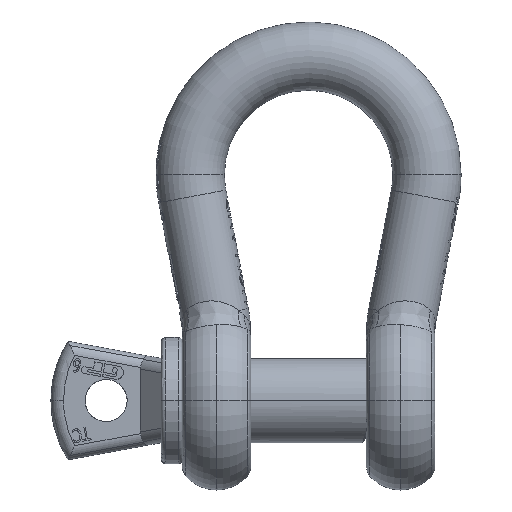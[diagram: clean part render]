
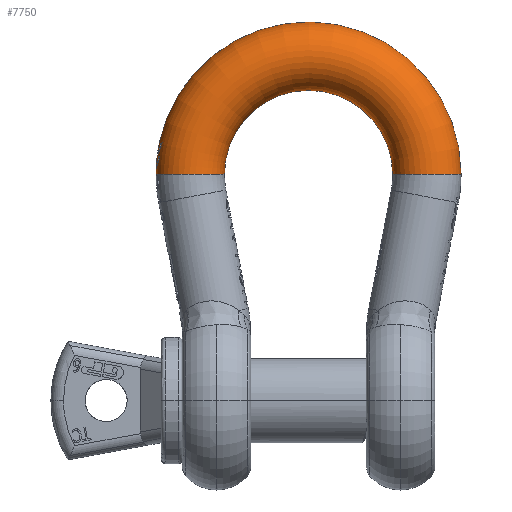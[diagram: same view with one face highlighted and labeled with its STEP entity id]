
A CAD part, top view. The second image highlights one B-rep face of the part: STEP entity #7750.
In plain terms, the highlighted toroidal (fillet/blend) face has major radius 22.5 mm and minor radius 6.5 mm.
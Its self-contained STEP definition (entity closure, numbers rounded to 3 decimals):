
#6697=AXIS2_PLACEMENT_3D('Circle Axis2P3D',#6695,#6696,$) ;
#6931=AXIS2_PLACEMENT_3D('Circle Axis2P3D',#6929,#6930,$) ;
#6938=AXIS2_PLACEMENT_3D('Circle Axis2P3D',#6936,#6937,$) ;
#6952=AXIS2_PLACEMENT_3D('Circle Axis2P3D',#6950,#6951,$) ;
#6993=AXIS2_PLACEMENT_3D('Circle Axis2P3D',#6991,#6992,$) ;
#7657=AXIS2_PLACEMENT_3D('Torus Axis2P3D',#7654,#7655,#7656) ;
#7690=AXIS2_PLACEMENT_3D('Circle Axis2P3D',#7688,#7689,$) ;
#7703=AXIS2_PLACEMENT_3D('Circle Axis2P3D',#7701,#7702,$) ;
#3643=CARTESIAN_POINT('Vertex',(16.,43.,0.)) ;
#3650=CARTESIAN_POINT('Vertex',(29.,43.,0.)) ;
#6695=CARTESIAN_POINT('Axis2P3D Location',(22.5,43.,0.)) ;
#6929=CARTESIAN_POINT('Axis2P3D Location',(0.,43.,0.)) ;
#6933=CARTESIAN_POINT('Vertex',(-28.373,49.,0.)) ;
#6936=CARTESIAN_POINT('Axis2P3D Location',(0.,43.,0.)) ;
#6940=CARTESIAN_POINT('Vertex',(-16.,43.,0.)) ;
#6947=CARTESIAN_POINT('Vertex',(-29.,43.,0.)) ;
#6950=CARTESIAN_POINT('Axis2P3D Location',(0.,43.,0.)) ;
#6954=CARTESIAN_POINT('Vertex',(-28.983,44.,0.)) ;
#6988=CARTESIAN_POINT('Vertex',(-28.96,44.53,0.)) ;
#6991=CARTESIAN_POINT('Axis2P3D Location',(0.,43.,0.)) ;
#6995=CARTESIAN_POINT('Vertex',(-28.788,46.5,0.)) ;
#7654=CARTESIAN_POINT('Axis2P3D Location',(0.,43.,0.)) ;
#7660=CARTESIAN_POINT('Control Point',(-28.96,44.53,0.)) ;
#7661=CARTESIAN_POINT('Control Point',(-28.96,44.53,0.596)) ;
#7662=CARTESIAN_POINT('Control Point',(-28.88,44.762,1.195)) ;
#7663=CARTESIAN_POINT('Control Point',(-28.714,45.193,1.685)) ;
#7664=CARTESIAN_POINT('Control Point',(-28.561,45.842,1.97)) ;
#7665=CARTESIAN_POINT('Control Point',(-28.48,46.5,1.97)) ;
#7666=CARTESIAN_POINT('Vertex',(-28.48,46.5,1.97)) ;
#7670=CARTESIAN_POINT('Control Point',(-28.48,46.5,1.97)) ;
#7671=CARTESIAN_POINT('Control Point',(-28.422,46.5,2.152)) ;
#7672=CARTESIAN_POINT('Control Point',(-28.356,46.5,2.329)) ;
#7673=CARTESIAN_POINT('Control Point',(-28.284,46.5,2.5)) ;
#7674=CARTESIAN_POINT('Vertex',(-28.284,46.5,2.5)) ;
#7678=CARTESIAN_POINT('Control Point',(-28.284,46.5,2.5)) ;
#7679=CARTESIAN_POINT('Control Point',(-28.323,46.186,2.5)) ;
#7680=CARTESIAN_POINT('Control Point',(-28.378,45.873,2.452)) ;
#7681=CARTESIAN_POINT('Control Point',(-28.446,45.58,2.354)) ;
#7682=CARTESIAN_POINT('Control Point',(-28.644,44.856,1.99)) ;
#7683=CARTESIAN_POINT('Control Point',(-28.841,44.338,1.39)) ;
#7684=CARTESIAN_POINT('Control Point',(-28.935,44.113,0.951)) ;
#7685=CARTESIAN_POINT('Control Point',(-28.983,44.,0.475)) ;
#7686=CARTESIAN_POINT('Control Point',(-28.983,44.,0.)) ;
#7688=CARTESIAN_POINT('Axis2P3D Location',(-22.5,43.,0.)) ;
#7694=CARTESIAN_POINT('Control Point',(-28.373,49.,0.)) ;
#7695=CARTESIAN_POINT('Control Point',(-28.373,49.,0.088)) ;
#7696=CARTESIAN_POINT('Control Point',(-28.371,49.,0.176)) ;
#7697=CARTESIAN_POINT('Control Point',(-28.367,49.,0.265)) ;
#7698=CARTESIAN_POINT('Vertex',(-28.367,49.,0.265)) ;
#7701=CARTESIAN_POINT('Axis2P3D Location',(0.,43.,0.265)) ;
#7705=CARTESIAN_POINT('Vertex',(-28.711,47.048,0.265)) ;
#7709=CARTESIAN_POINT('Control Point',(-28.711,47.048,0.265)) ;
#7710=CARTESIAN_POINT('Control Point',(-28.678,47.122,0.809)) ;
#7711=CARTESIAN_POINT('Control Point',(-28.562,47.389,1.326)) ;
#7712=CARTESIAN_POINT('Control Point',(-28.373,47.815,1.738)) ;
#7713=CARTESIAN_POINT('Control Point',(-28.188,48.402,1.97)) ;
#7714=CARTESIAN_POINT('Control Point',(-28.06,49.,1.97)) ;
#7715=CARTESIAN_POINT('Vertex',(-28.06,49.,1.97)) ;
#7719=CARTESIAN_POINT('Control Point',(-28.06,49.,1.97)) ;
#7720=CARTESIAN_POINT('Control Point',(-28.001,49.,2.152)) ;
#7721=CARTESIAN_POINT('Control Point',(-27.934,49.,2.328)) ;
#7722=CARTESIAN_POINT('Control Point',(-27.861,49.,2.5)) ;
#7723=CARTESIAN_POINT('Vertex',(-27.861,49.,2.5)) ;
#7727=CARTESIAN_POINT('Control Point',(-27.861,49.,2.5)) ;
#7728=CARTESIAN_POINT('Control Point',(-28.041,48.166,2.5)) ;
#7729=CARTESIAN_POINT('Control Point',(-28.336,47.362,2.139)) ;
#7730=CARTESIAN_POINT('Control Point',(-28.637,46.807,1.545)) ;
#7731=CARTESIAN_POINT('Control Point',(-28.788,46.5,0.768)) ;
#7732=CARTESIAN_POINT('Control Point',(-28.788,46.5,0.)) ;
#6696=DIRECTION('Axis2P3D Direction',(0.,1.,0.)) ;
#6930=DIRECTION('Axis2P3D Direction',(0.,0.,-1.)) ;
#6937=DIRECTION('Axis2P3D Direction',(0.,0.,-1.)) ;
#6951=DIRECTION('Axis2P3D Direction',(0.,0.,-1.)) ;
#6992=DIRECTION('Axis2P3D Direction',(0.,0.,-1.)) ;
#7655=DIRECTION('Axis2P3D Direction',(0.,0.,-1.)) ;
#7656=DIRECTION('Axis2P3D XDirection',(-1.,0.,0.)) ;
#7689=DIRECTION('Axis2P3D Direction',(0.,-1.,0.)) ;
#7702=DIRECTION('Axis2P3D Direction',(0.,0.,-1.)) ;
#7735=ORIENTED_EDGE('',*,*,#6997,.F.) ;
#7736=ORIENTED_EDGE('',*,*,#7668,.T.) ;
#7737=ORIENTED_EDGE('',*,*,#7676,.T.) ;
#7738=ORIENTED_EDGE('',*,*,#7687,.T.) ;
#7739=ORIENTED_EDGE('',*,*,#6956,.F.) ;
#7740=ORIENTED_EDGE('',*,*,#7692,.T.) ;
#7741=ORIENTED_EDGE('',*,*,#6942,.F.) ;
#7742=ORIENTED_EDGE('',*,*,#6699,.T.) ;
#7743=ORIENTED_EDGE('',*,*,#6935,.F.) ;
#7744=ORIENTED_EDGE('',*,*,#7700,.T.) ;
#7745=ORIENTED_EDGE('',*,*,#7707,.T.) ;
#7746=ORIENTED_EDGE('',*,*,#7717,.T.) ;
#7747=ORIENTED_EDGE('',*,*,#7725,.T.) ;
#7748=ORIENTED_EDGE('',*,*,#7733,.T.) ;
#7750=ADVANCED_FACE('',(#7749),#7658,.T.) ;
#7659=B_SPLINE_CURVE_WITH_KNOTS('',5,(#7660,#7661,#7662,#7663,#7664,#7665),.UNSPECIFIED.,.F.,.U.,(6,6),(0.,4.223),.UNSPECIFIED.) ;
#7669=B_SPLINE_CURVE_WITH_KNOTS('',3,(#7670,#7671,#7672,#7673),.UNSPECIFIED.,.F.,.U.,(4,4),(0.,0.799),.UNSPECIFIED.) ;
#7677=B_SPLINE_CURVE_WITH_KNOTS('',5,(#7678,#7679,#7680,#7681,#7682,#7683,#7684,#7685,#7686),.UNSPECIFIED.,.F.,.U.,(6,3,6),(0.,2.019,5.39),.UNSPECIFIED.) ;
#7693=B_SPLINE_CURVE_WITH_KNOTS('',3,(#7694,#7695,#7696,#7697),.UNSPECIFIED.,.F.,.U.,(4,4),(0.,0.375),.UNSPECIFIED.) ;
#7708=B_SPLINE_CURVE_WITH_KNOTS('',5,(#7709,#7710,#7711,#7712,#7713,#7714),.UNSPECIFIED.,.F.,.U.,(6,6),(0.,3.891),.UNSPECIFIED.) ;
#7718=B_SPLINE_CURVE_WITH_KNOTS('',3,(#7719,#7720,#7721,#7722),.UNSPECIFIED.,.F.,.U.,(4,4),(0.,0.8),.UNSPECIFIED.) ;
#7726=B_SPLINE_CURVE_WITH_KNOTS('',5,(#7727,#7728,#7729,#7730,#7731,#7732),.UNSPECIFIED.,.F.,.U.,(6,6),(0.,5.451),.UNSPECIFIED.) ;
#6698=CIRCLE('generated circle',#6697,6.5) ;
#6932=CIRCLE('generated circle',#6931,29.) ;
#6939=CIRCLE('generated circle',#6938,16.) ;
#6953=CIRCLE('generated circle',#6952,29.) ;
#6994=CIRCLE('generated circle',#6993,29.) ;
#7691=CIRCLE('generated circle',#7690,6.5) ;
#7704=CIRCLE('generated circle',#7703,28.995) ;
#7658=TOROIDAL_SURFACE('homeo Torus',#7657,22.5,6.5) ;
#6699=EDGE_CURVE('',#3644,#3651,#6698,.T.) ;
#6935=EDGE_CURVE('',#6934,#3651,#6932,.T.) ;
#6942=EDGE_CURVE('',#3644,#6941,#6939,.F.) ;
#6956=EDGE_CURVE('',#6948,#6955,#6953,.T.) ;
#6997=EDGE_CURVE('',#6989,#6996,#6994,.T.) ;
#7668=EDGE_CURVE('',#6989,#7667,#7659,.T.) ;
#7676=EDGE_CURVE('',#7667,#7675,#7669,.T.) ;
#7687=EDGE_CURVE('',#7675,#6955,#7677,.T.) ;
#7692=EDGE_CURVE('',#6948,#6941,#7691,.F.) ;
#7700=EDGE_CURVE('',#6934,#7699,#7693,.T.) ;
#7707=EDGE_CURVE('',#7699,#7706,#7704,.F.) ;
#7717=EDGE_CURVE('',#7706,#7716,#7708,.T.) ;
#7725=EDGE_CURVE('',#7716,#7724,#7718,.T.) ;
#7733=EDGE_CURVE('',#7724,#6996,#7726,.T.) ;
#7734=EDGE_LOOP('',(#7735,#7736,#7737,#7738,#7739,#7740,#7741,#7742,#7743,#7744,#7745,#7746,#7747,#7748)) ;
#7749=FACE_OUTER_BOUND('',#7734,.T.) ;
#3644=VERTEX_POINT('',#3643) ;
#3651=VERTEX_POINT('',#3650) ;
#6934=VERTEX_POINT('',#6933) ;
#6941=VERTEX_POINT('',#6940) ;
#6948=VERTEX_POINT('',#6947) ;
#6955=VERTEX_POINT('',#6954) ;
#6989=VERTEX_POINT('',#6988) ;
#6996=VERTEX_POINT('',#6995) ;
#7667=VERTEX_POINT('',#7666) ;
#7675=VERTEX_POINT('',#7674) ;
#7699=VERTEX_POINT('',#7698) ;
#7706=VERTEX_POINT('',#7705) ;
#7716=VERTEX_POINT('',#7715) ;
#7724=VERTEX_POINT('',#7723) ;
